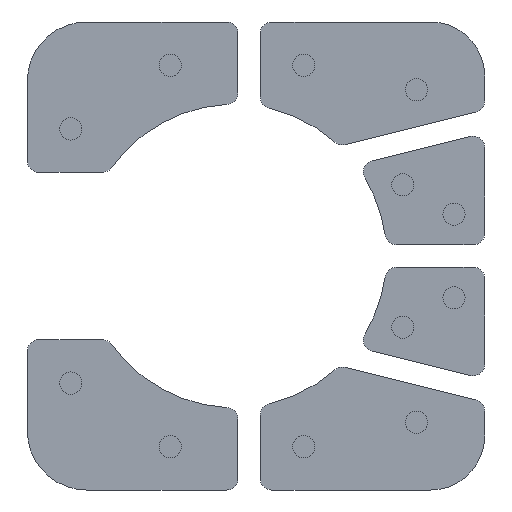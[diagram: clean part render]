
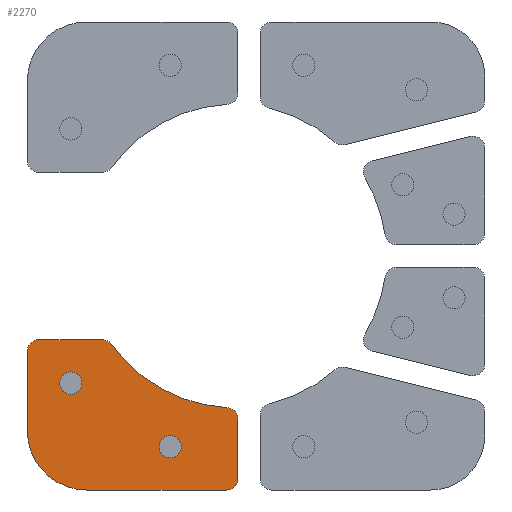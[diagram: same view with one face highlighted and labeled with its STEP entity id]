
A CAD part, front view. The second image highlights one B-rep face of the part: STEP entity #2270.
In plain terms, the highlighted free-form (B-spline) face has degree [1, 1] with [2, 2] control points.
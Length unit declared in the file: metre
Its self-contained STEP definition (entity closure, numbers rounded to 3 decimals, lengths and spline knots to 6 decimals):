
#54=LINE('',#6880,#142);
#55=LINE('',#6885,#143);
#56=LINE('',#6889,#144);
#57=LINE('',#6893,#145);
#142=VECTOR('',#2629,1.);
#143=VECTOR('',#2632,1.);
#144=VECTOR('',#2635,1.);
#145=VECTOR('',#2638,1.);
#387=B_SPLINE_SURFACE_WITH_KNOTS('',1,1,((#6874,#6875),(#6876,#6877)),
 .PLANE_SURF.,.F.,.F.,.F.,(2,2),(2,2),(0.,1.),(0.,1.),.UNSPECIFIED.);
#744=ORIENTED_EDGE('',*,*,#1288,.T.);
#745=ORIENTED_EDGE('',*,*,#1309,.T.);
#746=ORIENTED_EDGE('',*,*,#1292,.T.);
#747=ORIENTED_EDGE('',*,*,#1310,.T.);
#748=ORIENTED_EDGE('',*,*,#1311,.F.);
#749=ORIENTED_EDGE('',*,*,#1312,.F.);
#750=ORIENTED_EDGE('',*,*,#1313,.F.);
#751=ORIENTED_EDGE('',*,*,#1314,.F.);
#752=ORIENTED_EDGE('',*,*,#1315,.F.);
#753=ORIENTED_EDGE('',*,*,#1316,.F.);
#754=ORIENTED_EDGE('',*,*,#1317,.F.);
#755=ORIENTED_EDGE('',*,*,#1318,.F.);
#756=ORIENTED_EDGE('',*,*,#1319,.T.);
#757=ORIENTED_EDGE('',*,*,#1320,.F.);
#1288=EDGE_CURVE('',#1587,#1586,#1749,.T.);
#1292=EDGE_CURVE('',#1591,#1590,#1751,.T.);
#1309=EDGE_CURVE('',#1586,#1587,#1752,.T.);
#1310=EDGE_CURVE('',#1590,#1591,#1753,.T.);
#1311=EDGE_CURVE('',#1604,#1605,#54,.T.);
#1312=EDGE_CURVE('',#1606,#1604,#1754,.T.);
#1313=EDGE_CURVE('',#1607,#1606,#55,.T.);
#1314=EDGE_CURVE('',#1608,#1607,#1755,.T.);
#1315=EDGE_CURVE('',#1609,#1608,#56,.T.);
#1316=EDGE_CURVE('',#1610,#1609,#1756,.T.);
#1317=EDGE_CURVE('',#1611,#1610,#57,.T.);
#1318=EDGE_CURVE('',#1612,#1611,#1757,.T.);
#1319=EDGE_CURVE('',#1612,#1613,#1758,.T.);
#1320=EDGE_CURVE('',#1605,#1613,#1759,.T.);
#1586=VERTEX_POINT('',#6530);
#1587=VERTEX_POINT('',#6532);
#1590=VERTEX_POINT('',#6548);
#1591=VERTEX_POINT('',#6550);
#1604=VERTEX_POINT('',#6881);
#1605=VERTEX_POINT('',#6882);
#1606=VERTEX_POINT('',#6884);
#1607=VERTEX_POINT('',#6886);
#1608=VERTEX_POINT('',#6888);
#1609=VERTEX_POINT('',#6890);
#1610=VERTEX_POINT('',#6892);
#1611=VERTEX_POINT('',#6894);
#1612=VERTEX_POINT('',#6896);
#1613=VERTEX_POINT('',#6898);
#1749=CIRCLE('',#2467,0.0021);
#1751=CIRCLE('',#2469,0.0021);
#1752=CIRCLE('',#2470,0.0021);
#1753=CIRCLE('',#2471,0.0021);
#1754=CIRCLE('',#2472,0.0022);
#1755=CIRCLE('',#2473,0.0112);
#1756=CIRCLE('',#2474,0.0022);
#1757=CIRCLE('',#2475,0.0022);
#1758=CIRCLE('',#2476,0.028659);
#1759=CIRCLE('',#2477,0.0022);
#1868=EDGE_LOOP('',(#744,#745));
#1869=EDGE_LOOP('',(#746,#747));
#1870=EDGE_LOOP('',(#748,#749,#750,#751,#752,#753,#754,#755,#756,#757));
#2040=FACE_BOUND('',#1868,.T.);
#2041=FACE_BOUND('',#1869,.T.);
#2042=FACE_BOUND('',#1870,.T.);
#2270=ADVANCED_FACE('',(#2040,#2041,#2042),#387,.F.);
#2467=AXIS2_PLACEMENT_3D('',#6531,#2618,#2619);
#2469=AXIS2_PLACEMENT_3D('',#6549,#2622,#2623);
#2470=AXIS2_PLACEMENT_3D('',#6878,#2625,#2626);
#2471=AXIS2_PLACEMENT_3D('',#6879,#2627,#2628);
#2472=AXIS2_PLACEMENT_3D('',#6883,#2630,#2631);
#2473=AXIS2_PLACEMENT_3D('',#6887,#2633,#2634);
#2474=AXIS2_PLACEMENT_3D('',#6891,#2636,#2637);
#2475=AXIS2_PLACEMENT_3D('',#6895,#2639,#2640);
#2476=AXIS2_PLACEMENT_3D('',#6897,#2641,#2642);
#2477=AXIS2_PLACEMENT_3D('',#6899,#2643,#2644);
#2618=DIRECTION('',(0.,1.,0.));
#2619=DIRECTION('',(1.,0.,0.));
#2622=DIRECTION('',(0.,1.,0.));
#2623=DIRECTION('',(1.,0.,0.));
#2625=DIRECTION('',(0.,1.,0.));
#2626=DIRECTION('',(1.,0.,0.));
#2627=DIRECTION('',(0.,1.,0.));
#2628=DIRECTION('',(1.,0.,0.));
#2629=DIRECTION('',(1.,0.,0.));
#2630=DIRECTION('',(0.,1.,0.));
#2631=DIRECTION('',(1.,0.,0.));
#2632=DIRECTION('',(0.,0.,1.));
#2633=DIRECTION('',(0.,1.,0.));
#2634=DIRECTION('',(1.,0.,0.));
#2635=DIRECTION('',(-1.,0.,0.));
#2636=DIRECTION('',(0.,1.,0.));
#2637=DIRECTION('',(1.,0.,0.));
#2638=DIRECTION('',(0.,0.,-1.));
#2639=DIRECTION('',(0.,1.,0.));
#2640=DIRECTION('',(1.,0.,0.));
#2641=DIRECTION('',(0.,1.,0.));
#2642=DIRECTION('',(1.,0.,0.));
#2643=DIRECTION('',(0.,1.,0.));
#2644=DIRECTION('',(1.,0.,0.));
#6530=CARTESIAN_POINT('',(0.028,0.0596,-0.03266));
#6531=CARTESIAN_POINT('',(0.0259,0.0596,-0.03266));
#6532=CARTESIAN_POINT('',(0.0238,0.0596,-0.03266));
#6548=CARTESIAN_POINT('',(0.0092,0.0596,-0.02066));
#6549=CARTESIAN_POINT('',(0.0071,0.0596,-0.02066));
#6550=CARTESIAN_POINT('',(0.005,0.0596,-0.02066));
#6874=CARTESIAN_POINT('',(-0.00309,0.0596,-0.01104));
#6875=CARTESIAN_POINT('',(-0.00309,0.0596,-0.04228));
#6876=CARTESIAN_POINT('',(0.04069,0.0596,-0.01104));
#6877=CARTESIAN_POINT('',(0.04069,0.0596,-0.04228));
#6878=CARTESIAN_POINT('',(0.0259,0.0596,-0.03266));
#6879=CARTESIAN_POINT('',(0.0071,0.0596,-0.02066));
#6880=CARTESIAN_POINT('',(0.,0.0596,-0.01246));
#6881=CARTESIAN_POINT('',(0.0011,0.0596,-0.01246));
#6882=CARTESIAN_POINT('',(0.013035,0.0596,-0.01246));
#6883=CARTESIAN_POINT('',(0.0011,0.0596,-0.01466));
#6884=CARTESIAN_POINT('',(-0.0011,0.0596,-0.01466));
#6885=CARTESIAN_POINT('',(-0.0011,0.0596,0.));
#6886=CARTESIAN_POINT('',(-0.0011,0.0596,-0.02966));
#6887=CARTESIAN_POINT('',(0.0101,0.0596,-0.02966));
#6888=CARTESIAN_POINT('',(0.0101,0.0596,-0.04086));
#6889=CARTESIAN_POINT('',(0.,0.0596,-0.04086));
#6890=CARTESIAN_POINT('',(0.0365,0.0596,-0.04086));
#6891=CARTESIAN_POINT('',(0.0365,0.0596,-0.03866));
#6892=CARTESIAN_POINT('',(0.0387,0.0596,-0.03866));
#6893=CARTESIAN_POINT('',(0.0387,0.0596,0.));
#6894=CARTESIAN_POINT('',(0.0387,0.0596,-0.027477));
#6895=CARTESIAN_POINT('',(0.0365,0.0596,-0.027477));
#6896=CARTESIAN_POINT('',(0.036614,0.0596,-0.02528));
#6897=CARTESIAN_POINT('',(0.0381,0.0596,0.00334));
#6898=CARTESIAN_POINT('',(0.014822,0.0596,-0.013377));
#6899=CARTESIAN_POINT('',(0.013035,0.0596,-0.01466));
